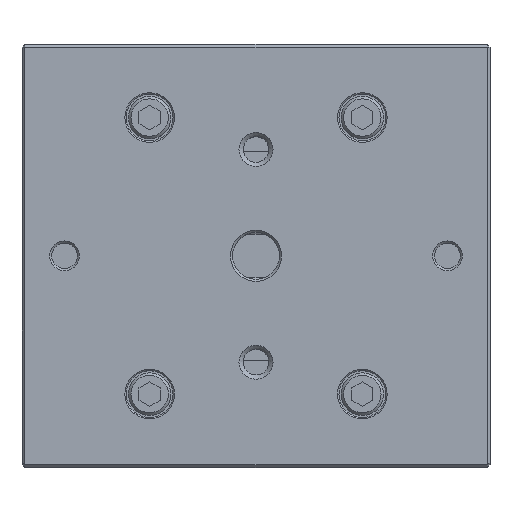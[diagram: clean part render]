
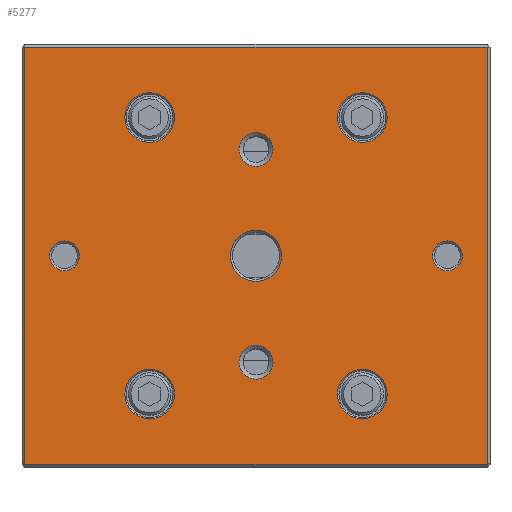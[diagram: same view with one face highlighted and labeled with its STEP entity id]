
A CAD part, top view. The second image highlights one B-rep face of the part: STEP entity #5277.
In plain terms, the highlighted planar face has unit normal (0, 0, 1).
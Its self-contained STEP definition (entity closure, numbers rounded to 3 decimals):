
#4798=FACE_BOUND('',#7688,.T.);
#4799=FACE_BOUND('',#7689,.T.);
#4800=FACE_BOUND('',#7690,.T.);
#4801=FACE_BOUND('',#7691,.T.);
#4802=FACE_BOUND('',#7692,.T.);
#4803=FACE_BOUND('',#7693,.T.);
#4804=FACE_BOUND('',#7694,.T.);
#4805=FACE_BOUND('',#7695,.T.);
#4806=FACE_BOUND('',#7696,.T.);
#4807=FACE_BOUND('',#7697,.T.);
#5044=CIRCLE('',#20131,6.);
#5045=CIRCLE('',#20132,3.5);
#5046=CIRCLE('',#20133,3.5);
#5047=CIRCLE('',#20134,4.);
#5048=CIRCLE('',#20135,4.);
#5049=CIRCLE('',#20136,5.825);
#5050=CIRCLE('',#20137,5.825);
#5051=CIRCLE('',#20138,5.825);
#5052=CIRCLE('',#20139,5.825);
#5277=ADVANCED_FACE('',(#4798,#4799,#4800,#4801,#4802,#4803,#4804,#4805,
#4806,#4807),#6141,.F.);
#6141=PLANE('',#20140);
#7688=EDGE_LOOP('',(#9626));
#7689=EDGE_LOOP('',(#9627));
#7690=EDGE_LOOP('',(#9628));
#7691=EDGE_LOOP('',(#9629));
#7692=EDGE_LOOP('',(#9630));
#7693=EDGE_LOOP('',(#9631));
#7694=EDGE_LOOP('',(#9632));
#7695=EDGE_LOOP('',(#9633));
#7696=EDGE_LOOP('',(#9634));
#7697=EDGE_LOOP('',(#9635,#9636,#9637,#9638));
#9626=ORIENTED_EDGE('',*,*,#15143,.T.);
#9627=ORIENTED_EDGE('',*,*,#15144,.F.);
#9628=ORIENTED_EDGE('',*,*,#15145,.T.);
#9629=ORIENTED_EDGE('',*,*,#15146,.T.);
#9630=ORIENTED_EDGE('',*,*,#15147,.T.);
#9631=ORIENTED_EDGE('',*,*,#15148,.T.);
#9632=ORIENTED_EDGE('',*,*,#15149,.T.);
#9633=ORIENTED_EDGE('',*,*,#15150,.T.);
#9634=ORIENTED_EDGE('',*,*,#15151,.T.);
#9635=ORIENTED_EDGE('',*,*,#15152,.T.);
#9636=ORIENTED_EDGE('',*,*,#15153,.T.);
#9637=ORIENTED_EDGE('',*,*,#15154,.T.);
#9638=ORIENTED_EDGE('',*,*,#15155,.T.);
#13564=VERTEX_POINT('',#26270);
#13565=VERTEX_POINT('',#26272);
#13566=VERTEX_POINT('',#26274);
#13567=VERTEX_POINT('',#26276);
#13568=VERTEX_POINT('',#26278);
#13569=VERTEX_POINT('',#26280);
#13570=VERTEX_POINT('',#26282);
#13571=VERTEX_POINT('',#26284);
#13572=VERTEX_POINT('',#26286);
#13573=VERTEX_POINT('',#26288);
#13574=VERTEX_POINT('',#26289);
#13575=VERTEX_POINT('',#26291);
#13576=VERTEX_POINT('',#26293);
#15143=EDGE_CURVE('',#13564,#13564,#5044,.T.);
#15144=EDGE_CURVE('',#13565,#13565,#5045,.T.);
#15145=EDGE_CURVE('',#13566,#13566,#5046,.T.);
#15146=EDGE_CURVE('',#13567,#13567,#5047,.T.);
#15147=EDGE_CURVE('',#13568,#13568,#5048,.T.);
#15148=EDGE_CURVE('',#13569,#13569,#5049,.T.);
#15149=EDGE_CURVE('',#13570,#13570,#5050,.T.);
#15150=EDGE_CURVE('',#13571,#13571,#5051,.T.);
#15151=EDGE_CURVE('',#13572,#13572,#5052,.T.);
#15152=EDGE_CURVE('',#13573,#13574,#17110,.T.);
#15153=EDGE_CURVE('',#13574,#13575,#17111,.T.);
#15154=EDGE_CURVE('',#13575,#13576,#17112,.T.);
#15155=EDGE_CURVE('',#13576,#13573,#17113,.T.);
#17110=LINE('',#26287,#18794);
#17111=LINE('',#26290,#18795);
#17112=LINE('',#26292,#18796);
#17113=LINE('',#26294,#18797);
#18794=VECTOR('',#21800,1.);
#18795=VECTOR('',#21801,1.);
#18796=VECTOR('',#21802,1.);
#18797=VECTOR('',#21803,1.);
#20131=AXIS2_PLACEMENT_3D('',#26269,#21782,#21783);
#20132=AXIS2_PLACEMENT_3D('',#26271,#21784,#21785);
#20133=AXIS2_PLACEMENT_3D('',#26273,#21786,#21787);
#20134=AXIS2_PLACEMENT_3D('',#26275,#21788,#21789);
#20135=AXIS2_PLACEMENT_3D('',#26277,#21790,#21791);
#20136=AXIS2_PLACEMENT_3D('',#26279,#21792,#21793);
#20137=AXIS2_PLACEMENT_3D('',#26281,#21794,#21795);
#20138=AXIS2_PLACEMENT_3D('',#26283,#21796,#21797);
#20139=AXIS2_PLACEMENT_3D('',#26285,#21798,#21799);
#20140=AXIS2_PLACEMENT_3D('',#26295,#21804,#21805);
#21782=DIRECTION('',(0.,0.,-1.));
#21783=DIRECTION('',(-1.,0.,0.));
#21784=DIRECTION('',(0.,0.,1.));
#21785=DIRECTION('',(1.,0.,0.));
#21786=DIRECTION('',(0.,0.,-1.));
#21787=DIRECTION('',(-1.,0.,0.));
#21788=DIRECTION('',(0.,0.,-1.));
#21789=DIRECTION('',(-1.,0.,0.));
#21790=DIRECTION('',(0.,0.,-1.));
#21791=DIRECTION('',(-1.,0.,0.));
#21792=DIRECTION('',(0.,0.,-1.));
#21793=DIRECTION('',(-1.,0.,0.));
#21794=DIRECTION('',(0.,0.,-1.));
#21795=DIRECTION('',(-1.,0.,0.));
#21796=DIRECTION('',(0.,0.,-1.));
#21797=DIRECTION('',(-1.,0.,0.));
#21798=DIRECTION('',(0.,0.,-1.));
#21799=DIRECTION('',(-1.,0.,0.));
#21800=DIRECTION('',(1.,0.,0.));
#21801=DIRECTION('',(0.,1.,0.));
#21802=DIRECTION('',(-1.,0.,0.));
#21803=DIRECTION('',(0.,-1.,0.));
#21804=DIRECTION('',(0.,0.,-1.));
#21805=DIRECTION('',(1.,0.,0.));
#26269=CARTESIAN_POINT('',(135.,49.75,45.));
#26270=CARTESIAN_POINT('',(129.,49.75,45.));
#26271=CARTESIAN_POINT('',(180.,49.75,45.));
#26272=CARTESIAN_POINT('',(183.5,49.75,45.));
#26273=CARTESIAN_POINT('',(90.,49.75,45.));
#26274=CARTESIAN_POINT('',(86.5,49.75,45.));
#26275=CARTESIAN_POINT('',(135.,24.75,45.));
#26276=CARTESIAN_POINT('',(131.,24.75,45.));
#26277=CARTESIAN_POINT('',(135.,74.75,45.));
#26278=CARTESIAN_POINT('',(131.,74.75,45.));
#26279=CARTESIAN_POINT('',(160.,17.25,45.));
#26280=CARTESIAN_POINT('',(154.175,17.25,45.));
#26281=CARTESIAN_POINT('',(160.,82.25,45.));
#26282=CARTESIAN_POINT('',(154.175,82.25,45.));
#26283=CARTESIAN_POINT('',(110.,17.25,45.));
#26284=CARTESIAN_POINT('',(104.175,17.25,45.));
#26285=CARTESIAN_POINT('',(110.,82.25,45.));
#26286=CARTESIAN_POINT('',(104.175,82.25,45.));
#26287=CARTESIAN_POINT('',(190.,0.7,45.));
#26288=CARTESIAN_POINT('',(80.7,0.7,45.));
#26289=CARTESIAN_POINT('',(189.3,0.7,45.));
#26290=CARTESIAN_POINT('',(189.3,99.5,45.));
#26291=CARTESIAN_POINT('',(189.3,98.8,45.));
#26292=CARTESIAN_POINT('',(190.,98.8,45.));
#26293=CARTESIAN_POINT('',(80.7,98.8,45.));
#26294=CARTESIAN_POINT('',(80.7,0.7,45.));
#26295=CARTESIAN_POINT('',(190.,99.5,45.));
